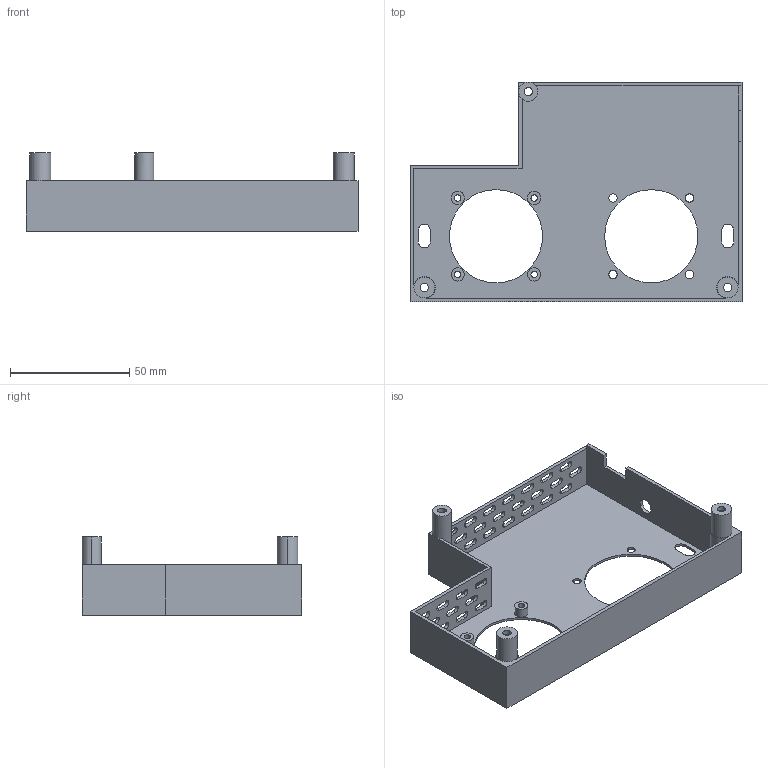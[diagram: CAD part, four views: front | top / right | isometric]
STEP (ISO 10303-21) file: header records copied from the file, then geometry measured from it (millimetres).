
FILE_DESCRIPTION((''),'2;1');
FILE_NAME('6_PACK_COVER_TOP','2021-06-28T09:50:24',('barto'),(''),'CREO PARAMETRIC BY PTC INC, 2019010','CREO PARAMETRIC BY PTC INC, 2019010','');
FILE_SCHEMA(('CONFIG_CONTROL_DESIGN','SHAPE_APPEARANCE_LAYERS_GROUPS'));
Length unit declared in the file: millimetre
Products named in the file (1): 6_PACK_COVER_TOP
Bounding box: 139 x 92 x 32.7 mm (x, y, z)
Volume: 24092.4 mm3; surface area: 39042.8 mm2
Topology: 1 solids, 1 shells, 220 faces, 624 edges, 415 vertices
Faces by surface type: cylinder 118, plane 102
Entity records: 7467 total; most frequent: DIRECTION 1303, CARTESIAN_POINT 1259, ORIENTED_EDGE 1248, EDGE_CURVE 624, AXIS2_PLACEMENT_3D 459, VERTEX_POINT 415, VECTOR 385, LINE 385
